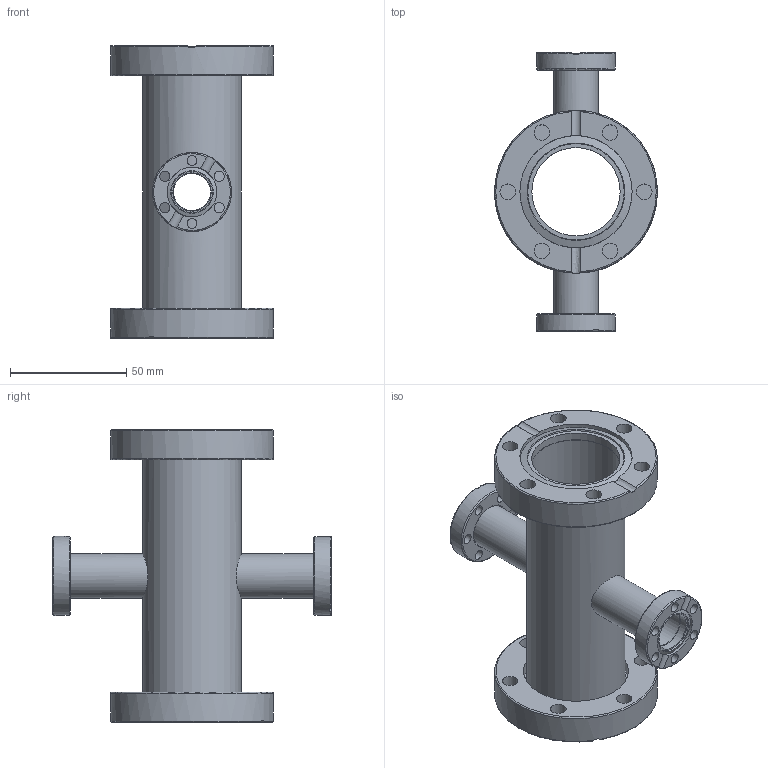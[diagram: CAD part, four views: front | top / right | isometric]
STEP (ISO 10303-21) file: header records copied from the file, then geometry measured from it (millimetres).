
FILE_DESCRIPTION((''),'2;1');
FILE_NAME('UX3516R-304.stp','2009-04-30T15:25:22',('hasers'),(''),'Autodesk Inventor 2008','Autodesk Inventor 2008','');
FILE_SCHEMA(('AUTOMOTIVE_DESIGN { 1 0 10303 214 1 1 1 1 }'));
Length unit declared in the file: millimetre
Products named in the file (9): UX3516R-304; Rohre [Subject [Summary]=normal][Keywords [Summary]=1.4404][Title [Summary]=42,4x2,0 (0,5m)]_2; Rohre [Subject [Summary]=normal][Keywords [Summary]=1.4301][Title [Summary]=19x1,5 (0,5m)]_2; CF-07 [Keywords [Summary]=1.4301][Company [Summary]=Vacom][Title [Summary]=F35B42]; CF-R [Subject [Summary]=-304][Title [Summary]=F35RIB42]; CF-R [Subject [Summary]=-304][Title [Summary]=F35RO]; CF-07 [Keywords [Summary]=1.4301][Company [Summary]=Vacom][Title [Summary]=F16B19]; CF-R [Subject [Summary]=-304][Title [Summary]=F16RIB19]; CF-R [Subject [Summary]=-304][Title [Summary]=F16RO]
Assembly tree (8 placements, depth 2):
  UX3516R-304
    Rohre [Subject [Summary]=normal][Keywords [Summary]=1.4404][Title [Summary]=42,4x2,0 (0,5m)]_2
    Rohre [Subject [Summary]=normal][Keywords [Summary]=1.4301][Title [Summary]=19x1,5 (0,5m)]_2
    CF-07 [Keywords [Summary]=1.4301][Company [Summary]=Vacom][Title [Summary]=F35B42]
    CF-R [Subject [Summary]=-304][Title [Summary]=F35RIB42]
    CF-R [Subject [Summary]=-304][Title [Summary]=F35RO]
    CF-07 [Keywords [Summary]=1.4301][Company [Summary]=Vacom][Title [Summary]=F16B19]
    CF-R [Subject [Summary]=-304][Title [Summary]=F16RIB19]
    CF-R [Subject [Summary]=-304][Title [Summary]=F16RO]
Bounding box: 70 x 120 x 126 mm (x, y, z)
Volume: 100079.4 mm3; surface area: 69191.9 mm2
Topology: 9 solids, 9 shells, 126 faces, 318 edges, 214 vertices
Faces by surface type: bspline 42, cylinder 28, plane 24, torus 22, cone 10
Full cylindrical faces by diameter (mm): 16 x2, 16.5 x1, 19 x2, 19.1 x1, 21.3 x1, 21.4 x1, 22 x1, 34 x2, 38 x1, 38.4 x1, 42.4 x1, 42.6 x1, 48.1 x1, 48.3 x1, 48.9 x1, 70 x2
Entity records: 5201 total; most frequent: CARTESIAN_POINT 2463, DIRECTION 500, ORIENTED_EDGE 396, EDGE_LOOP 278, AXIS2_PLACEMENT_3D 241, EDGE_CURVE 198, VERTEX_POINT 172, FACE_BOUND 152
